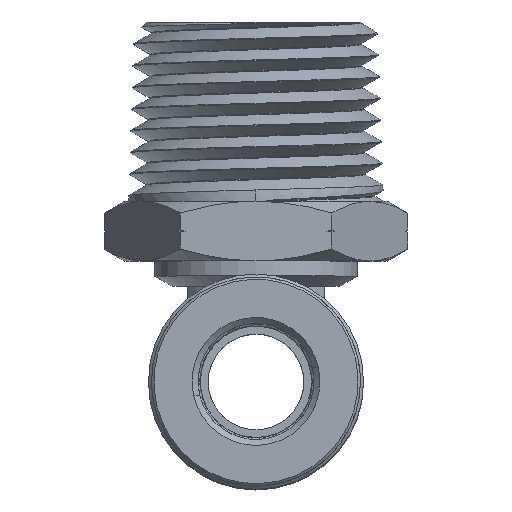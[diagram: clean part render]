
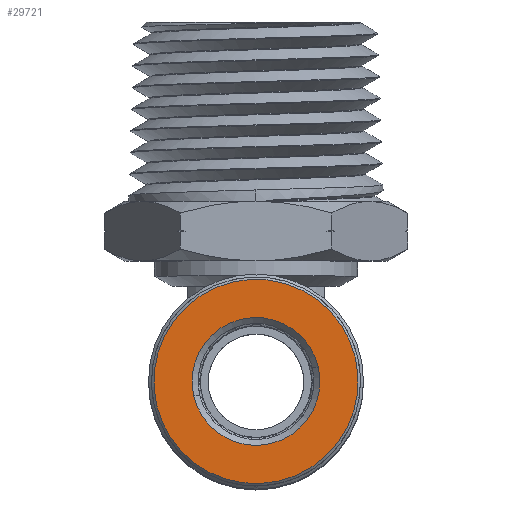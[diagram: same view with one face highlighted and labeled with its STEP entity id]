
A CAD part, top view. The second image highlights one B-rep face of the part: STEP entity #29721.
In plain terms, the highlighted planar face has unit normal (0, 0, 1).
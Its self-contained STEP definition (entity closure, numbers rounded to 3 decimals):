
#40 = VERTEX_POINT ( 'NONE', #9294 ) ;
#3704 = CARTESIAN_POINT ( 'NONE',  ( 0., 0., 19.22 ) ) ;
#4551 = EDGE_CURVE ( 'NONE', #42725, #4678, #9793, .T. ) ;
#4678 = VERTEX_POINT ( 'NONE', #33187 ) ;
#5634 = DIRECTION ( 'NONE',  ( 0., 0., 1. ) ) ;
#7335 = AXIS2_PLACEMENT_3D ( 'NONE', #28290, #5634, #32089 ) ;
#7535 = DIRECTION ( 'NONE',  ( -0.229, 0.973, 0. ) ) ;
#8232 = AXIS2_PLACEMENT_3D ( 'NONE', #3704, #30166, #7535 ) ;
#8795 = ORIENTED_EDGE ( 'NONE', *, *, #46703, .T. ) ;
#9171 = CARTESIAN_POINT ( 'NONE',  ( 0., 0., 19.22 ) ) ;
#9294 = CARTESIAN_POINT ( 'NONE',  ( 1.956, -8.323, 19.22 ) ) ;
#9793 = CIRCLE ( 'NONE', #13920, 5.35 ) ;
#11458 = CARTESIAN_POINT ( 'NONE',  ( -5.208, -1.224, 19.22 ) ) ;
#13001 = DIRECTION ( 'NONE',  ( 0.229, -0.973, 0. ) ) ;
#13318 = ORIENTED_EDGE ( 'NONE', *, *, #38068, .T. ) ;
#13480 = AXIS2_PLACEMENT_3D ( 'NONE', #9171, #35629, #13001 ) ;
#13920 = AXIS2_PLACEMENT_3D ( 'NONE', #43765, #21095, #47596 ) ;
#17355 = CIRCLE ( 'NONE', #39613, 5.35 ) ;
#18246 = CARTESIAN_POINT ( 'NONE',  ( 0., 0., 19.22 ) ) ;
#21095 = DIRECTION ( 'NONE',  ( 0., 0., -1. ) ) ;
#21766 = FACE_OUTER_BOUND ( 'NONE', #32948, .T. ) ;
#22071 = DIRECTION ( 'NONE',  ( -0.973, -0.229, 0. ) ) ;
#22392 = CIRCLE ( 'NONE', #7335, 8.55 ) ;
#28290 = CARTESIAN_POINT ( 'NONE',  ( 0., 0., 19.22 ) ) ;
#29721 = ADVANCED_FACE ( 'NONE', ( #31833, #21766 ), #35478, .T. ) ;
#30166 = DIRECTION ( 'NONE',  ( 0., 0., 1. ) ) ;
#30976 = CARTESIAN_POINT ( 'NONE',  ( -1.956, 8.323, 19.22 ) ) ;
#31833 = FACE_BOUND ( 'NONE', #41475, .T. ) ;
#32089 = DIRECTION ( 'NONE',  ( -0.229, 0.973, 0. ) ) ;
#32557 = EDGE_CURVE ( 'NONE', #42789, #40, #22392, .T. ) ;
#32948 = EDGE_LOOP ( 'NONE', ( #37554, #8795 ) ) ;
#33187 = CARTESIAN_POINT ( 'NONE',  ( 5.208, 1.224, 19.22 ) ) ;
#35478 = PLANE ( 'NONE',  #13480 ) ;
#35629 = DIRECTION ( 'NONE',  ( 0., 0., 1. ) ) ;
#35822 = ORIENTED_EDGE ( 'NONE', *, *, #4551, .T. ) ;
#37554 = ORIENTED_EDGE ( 'NONE', *, *, #32557, .T. ) ;
#38068 = EDGE_CURVE ( 'NONE', #4678, #42725, #17355, .T. ) ;
#39613 = AXIS2_PLACEMENT_3D ( 'NONE', #18246, #44718, #22071 ) ;
#41475 = EDGE_LOOP ( 'NONE', ( #35822, #13318 ) ) ;
#41714 = CIRCLE ( 'NONE', #8232, 8.55 ) ;
#42725 = VERTEX_POINT ( 'NONE', #11458 ) ;
#42789 = VERTEX_POINT ( 'NONE', #30976 ) ;
#43765 = CARTESIAN_POINT ( 'NONE',  ( 0., 0., 19.22 ) ) ;
#44718 = DIRECTION ( 'NONE',  ( 0., 0., -1. ) ) ;
#46703 = EDGE_CURVE ( 'NONE', #40, #42789, #41714, .T. ) ;
#47596 = DIRECTION ( 'NONE',  ( -0.973, -0.229, 0. ) ) ;
